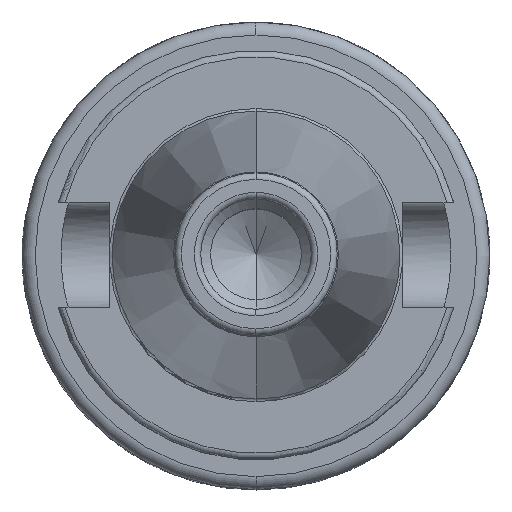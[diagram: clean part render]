
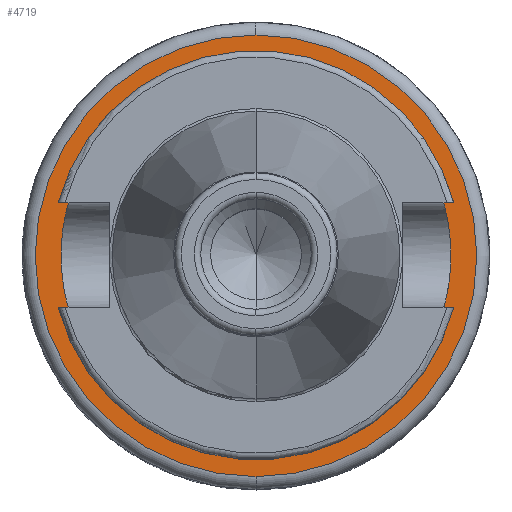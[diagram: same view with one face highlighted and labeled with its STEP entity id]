
A CAD part, top view. The second image highlights one B-rep face of the part: STEP entity #4719.
In plain terms, the highlighted planar face has unit normal (0, 0, 1).
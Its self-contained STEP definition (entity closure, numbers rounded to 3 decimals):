
#1554=CARTESIAN_POINT('',(0,0,-51.4));
#1555=DIRECTION('',(0,0,1));
#1556=DIRECTION('',(0,1,0));
#1557=AXIS2_PLACEMENT_3D('',#1554,#1555,#1556);
#1559=CARTESIAN_POINT('',(0,0,-51.4));
#1560=DIRECTION('',(0,0,1));
#1561=DIRECTION('',(0,-1,0));
#1562=AXIS2_PLACEMENT_3D('',#1559,#1560,#1561);
#1569=CARTESIAN_POINT('',(0,0,-51.4));
#1570=DIRECTION('',(0,0,-1));
#1571=DIRECTION('',(0,1,0));
#1572=AXIS2_PLACEMENT_3D('',#1569,#1570,#1571);
#1619=CARTESIAN_POINT('',(0,0,-51.4));
#1620=DIRECTION('',(0,0,-1));
#1621=DIRECTION('',(0,-1,0));
#1622=AXIS2_PLACEMENT_3D('',#1619,#1620,#1621);
#2717=CARTESIAN_POINT('',(0.,34,-51.4));
#2718=CARTESIAN_POINT('',(0,-34,-51.4));
#2719=VERTEX_POINT('',#2717);
#2720=VERTEX_POINT('',#2718);
#2957=CARTESIAN_POINT('',(0,30,-51.4));
#2958=CARTESIAN_POINT('',(0,-30,-51.4));
#2959=VERTEX_POINT('',#2957);
#2960=VERTEX_POINT('',#2958);
#4703=CARTESIAN_POINT('',(0,0,-51.4));
#4704=DIRECTION('',(0,0,-1));
#4705=DIRECTION('',(0,-1,0));
#4706=AXIS2_PLACEMENT_3D('',#4703,#4704,#4705);
#4707=PLANE('',#4706);
#4709=ORIENTED_EDGE('',*,*,#4708,.F.);
#4710=ORIENTED_EDGE('',*,*,#4693,.F.);
#4711=EDGE_LOOP('',(#4709,#4710));
#4712=FACE_OUTER_BOUND('',#4711,.F.);
#4714=ORIENTED_EDGE('',*,*,#4713,.F.);
#4716=ORIENTED_EDGE('',*,*,#4715,.F.);
#4717=EDGE_LOOP('',(#4714,#4716));
#4718=FACE_BOUND('',#4717,.F.);
#4719=ADVANCED_FACE('',(#4712,#4718),#4707,.F.);
#1558=CIRCLE('',#1557,34);
#1563=CIRCLE('',#1562,34);
#1573=CIRCLE('',#1572,30);
#1623=CIRCLE('',#1622,30);
#4693=EDGE_CURVE('',#2720,#2719,#1563,.T.);
#4708=EDGE_CURVE('',#2719,#2720,#1558,.T.);
#4713=EDGE_CURVE('',#2959,#2960,#1573,.T.);
#4715=EDGE_CURVE('',#2960,#2959,#1623,.T.);
